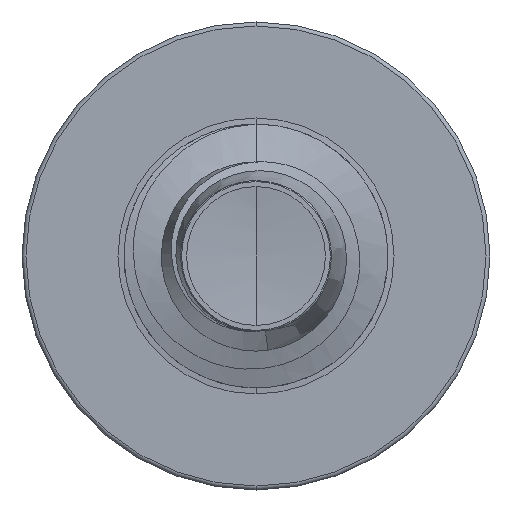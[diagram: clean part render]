
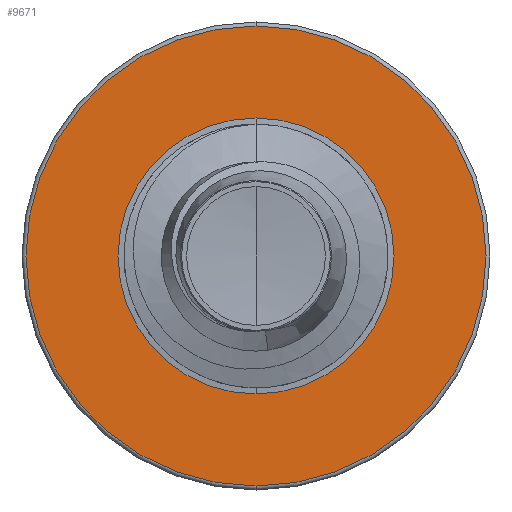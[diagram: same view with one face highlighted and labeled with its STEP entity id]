
A CAD part, front view. The second image highlights one B-rep face of the part: STEP entity #9671.
In plain terms, the highlighted planar face has unit normal (0, -1, 0).
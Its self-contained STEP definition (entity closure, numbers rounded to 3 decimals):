
#106 = ORIENTED_EDGE ( 'NONE', *, *, #9641, .F. ) ;
#262 = AXIS2_PLACEMENT_3D ( 'NONE', #5670, #6322, #6320 ) ;
#780 = ORIENTED_EDGE ( 'NONE', *, *, #8665, .T. ) ;
#833 = AXIS2_PLACEMENT_3D ( 'NONE', #1847, #1838, #1834 ) ;
#1387 = AXIS2_PLACEMENT_3D ( 'NONE', #6581, #6577, #6567 ) ;
#1687 = CIRCLE ( 'NONE', #833, 1.15 ) ;
#1820 = CARTESIAN_POINT ( 'NONE',  ( 0., 2.5, 1.15 ) ) ;
#1834 = DIRECTION ( 'NONE',  ( 0., 0., 1. ) ) ;
#1838 = DIRECTION ( 'NONE',  ( 0., 1., 0. ) ) ;
#1847 = CARTESIAN_POINT ( 'NONE',  ( 0., 2.5, 0. ) ) ;
#2339 = AXIS2_PLACEMENT_3D ( 'NONE', #6799, #6791, #6782 ) ;
#3082 = CIRCLE ( 'NONE', #262, 1.917 ) ;
#3460 = EDGE_LOOP ( 'NONE', ( #7159, #106 ) ) ;
#3659 = CARTESIAN_POINT ( 'NONE',  ( 0., 2.5, -1.917 ) ) ;
#4040 = FACE_BOUND ( 'NONE', #6622, .T. ) ;
#4159 = CARTESIAN_POINT ( 'NONE',  ( 0., 2.5, -1.15 ) ) ;
#4253 = VERTEX_POINT ( 'NONE', #5786 ) ;
#4947 = CIRCLE ( 'NONE', #1387, 1.15 ) ;
#5378 = VERTEX_POINT ( 'NONE', #3659 ) ;
#5670 = CARTESIAN_POINT ( 'NONE',  ( 0., 2.5, 0. ) ) ;
#5786 = CARTESIAN_POINT ( 'NONE',  ( 0., 2.5, 1.917 ) ) ;
#6193 = FACE_OUTER_BOUND ( 'NONE', #3460, .T. ) ;
#6320 = DIRECTION ( 'NONE',  ( 0., 0., 1. ) ) ;
#6322 = DIRECTION ( 'NONE',  ( 0., 1., 0. ) ) ;
#6400 = DIRECTION ( 'NONE',  ( 0., 0., 1. ) ) ;
#6401 = DIRECTION ( 'NONE',  ( 0., 1., 0. ) ) ;
#6435 = CARTESIAN_POINT ( 'NONE',  ( 0., 2.5, -1.15 ) ) ;
#6500 = PLANE ( 'NONE',  #7704 ) ;
#6567 = DIRECTION ( 'NONE',  ( 0., 0., 1. ) ) ;
#6577 = DIRECTION ( 'NONE',  ( 0., 1., 0. ) ) ;
#6581 = CARTESIAN_POINT ( 'NONE',  ( 0., 2.5, 0. ) ) ;
#6622 = EDGE_LOOP ( 'NONE', ( #780, #9154 ) ) ;
#6782 = DIRECTION ( 'NONE',  ( 0., 0., 1. ) ) ;
#6791 = DIRECTION ( 'NONE',  ( 0., 1., 0. ) ) ;
#6799 = CARTESIAN_POINT ( 'NONE',  ( 0., 2.5, 0. ) ) ;
#6838 = VERTEX_POINT ( 'NONE', #1820 ) ;
#7028 = VERTEX_POINT ( 'NONE', #4159 ) ;
#7159 = ORIENTED_EDGE ( 'NONE', *, *, #8294, .F. ) ;
#7704 = AXIS2_PLACEMENT_3D ( 'NONE', #6435, #6401, #6400 ) ;
#8176 = CIRCLE ( 'NONE', #2339, 1.917 ) ;
#8294 = EDGE_CURVE ( 'NONE', #4253, #5378, #3082, .T. ) ;
#8569 = EDGE_CURVE ( 'NONE', #7028, #6838, #4947, .T. ) ;
#8665 = EDGE_CURVE ( 'NONE', #6838, #7028, #1687, .T. ) ;
#9154 = ORIENTED_EDGE ( 'NONE', *, *, #8569, .T. ) ;
#9641 = EDGE_CURVE ( 'NONE', #5378, #4253, #8176, .T. ) ;
#9671 = ADVANCED_FACE ( 'NONE', ( #6193, #4040 ), #6500, .F. ) ;
